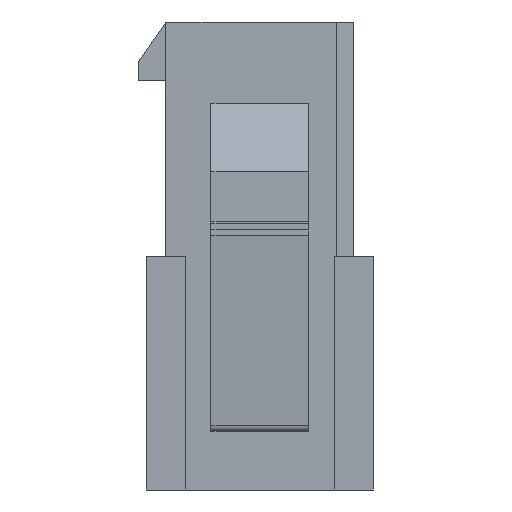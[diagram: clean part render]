
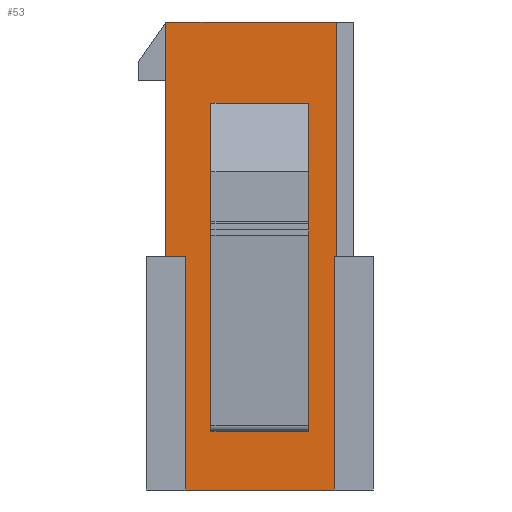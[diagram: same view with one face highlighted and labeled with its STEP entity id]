
A CAD part, left-side view. The second image highlights one B-rep face of the part: STEP entity #53.
In plain terms, the highlighted planar face has unit normal (-1, 0, 0).
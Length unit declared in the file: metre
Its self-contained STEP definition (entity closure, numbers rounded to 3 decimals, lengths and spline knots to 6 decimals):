
#53 = ADVANCED_FACE( '', ( #369, #370 ), #371, .T. );
#369 = FACE_OUTER_BOUND( '', #987, .T. );
#370 = FACE_BOUND( '', #988, .T. );
#371 = PLANE( '', #989 );
#987 = EDGE_LOOP( '', ( #1731, #1732, #1733, #1734, #1735, #1736, #1737, #1738 ) );
#988 = EDGE_LOOP( '', ( #1739, #1740, #1741, #1742 ) );
#989 = AXIS2_PLACEMENT_3D( '', #1743, #1744, #1745 );
#1731 = ORIENTED_EDGE( '', *, *, #3995, .T. );
#1732 = ORIENTED_EDGE( '', *, *, #4110, .T. );
#1733 = ORIENTED_EDGE( '', *, *, #4111, .T. );
#1734 = ORIENTED_EDGE( '', *, *, #4112, .T. );
#1735 = ORIENTED_EDGE( '', *, *, #4113, .F. );
#1736 = ORIENTED_EDGE( '', *, *, #4114, .F. );
#1737 = ORIENTED_EDGE( '', *, *, #4115, .T. );
#1738 = ORIENTED_EDGE( '', *, *, #4116, .F. );
#1739 = ORIENTED_EDGE( '', *, *, #4117, .T. );
#1740 = ORIENTED_EDGE( '', *, *, #4118, .T. );
#1741 = ORIENTED_EDGE( '', *, *, #4119, .F. );
#1742 = ORIENTED_EDGE( '', *, *, #4120, .F. );
#1743 = CARTESIAN_POINT( '', ( -0.0216, 0.001, 0. ) );
#1744 = DIRECTION( '', ( -1., 0., 0. ) );
#1745 = DIRECTION( '', ( 0., 0., 1. ) );
#3995 = EDGE_CURVE( '', #4784, #4782, #4785, .T. );
#4110 = EDGE_CURVE( '', #4782, #5012, #5013, .T. );
#4111 = EDGE_CURVE( '', #5012, #5014, #5015, .T. );
#4112 = EDGE_CURVE( '', #5014, #5016, #5017, .T. );
#4113 = EDGE_CURVE( '', #5018, #5016, #5019, .T. );
#4114 = EDGE_CURVE( '', #5020, #5018, #5021, .T. );
#4115 = EDGE_CURVE( '', #5020, #5022, #5023, .T. );
#4116 = EDGE_CURVE( '', #4784, #5022, #5024, .T. );
#4117 = EDGE_CURVE( '', #5025, #5026, #5027, .T. );
#4118 = EDGE_CURVE( '', #5026, #5028, #5029, .T. );
#4119 = EDGE_CURVE( '', #5030, #5028, #5031, .T. );
#4120 = EDGE_CURVE( '', #5025, #5030, #5032, .T. );
#4782 = VERTEX_POINT( '', #6057 );
#4784 = VERTEX_POINT( '', #6060 );
#4785 = LINE( '', #6061, #6062 );
#5012 = VERTEX_POINT( '', #6403 );
#5013 = LINE( '', #6404, #6405 );
#5014 = VERTEX_POINT( '', #6406 );
#5015 = LINE( '', #6407, #6408 );
#5016 = VERTEX_POINT( '', #6409 );
#5017 = LINE( '', #6410, #6411 );
#5018 = VERTEX_POINT( '', #6412 );
#5019 = LINE( '', #6413, #6414 );
#5020 = VERTEX_POINT( '', #6415 );
#5021 = LINE( '', #6416, #6417 );
#5022 = VERTEX_POINT( '', #6418 );
#5023 = LINE( '', #6419, #6420 );
#5024 = LINE( '', #6421, #6422 );
#5025 = VERTEX_POINT( '', #6423 );
#5026 = VERTEX_POINT( '', #6424 );
#5027 = LINE( '', #6425, #6426 );
#5028 = VERTEX_POINT( '', #6427 );
#5029 = LINE( '', #6428, #6429 );
#5030 = VERTEX_POINT( '', #6430 );
#5031 = LINE( '', #6431, #6432 );
#5032 = LINE( '', #6433, #6434 );
#6057 = CARTESIAN_POINT( '', ( -0.0216, 0.0106, 0. ) );
#6060 = CARTESIAN_POINT( '', ( -0.0216, 0.0019, 0. ) );
#6061 = CARTESIAN_POINT( '', ( -0.0216, 0.0019, 0. ) );
#6062 = VECTOR( '', #8027, 1. );
#6403 = CARTESIAN_POINT( '', ( -0.0216, 0.0106, -0.012 ) );
#6404 = CARTESIAN_POINT( '', ( -0.0216, 0.0106, 0. ) );
#6405 = VECTOR( '', #8142, 1. );
#6406 = CARTESIAN_POINT( '', ( -0.0216, 0.0096, -0.012 ) );
#6407 = CARTESIAN_POINT( '', ( -0.0216, 0.0106, -0.012 ) );
#6408 = VECTOR( '', #8143, 1. );
#6409 = CARTESIAN_POINT( '', ( -0.0216, 0.0096, -0.0239 ) );
#6410 = CARTESIAN_POINT( '', ( -0.0216, 0.0096, -0.012 ) );
#6411 = VECTOR( '', #8144, 1. );
#6412 = CARTESIAN_POINT( '', ( -0.0216, 0.002, -0.0239 ) );
#6413 = CARTESIAN_POINT( '', ( -0.0216, 0.002, -0.0239 ) );
#6414 = VECTOR( '', #8145, 1. );
#6415 = CARTESIAN_POINT( '', ( -0.0216, 0.002, -0.012 ) );
#6416 = CARTESIAN_POINT( '', ( -0.0216, 0.002, -0.012 ) );
#6417 = VECTOR( '', #8146, 1. );
#6418 = CARTESIAN_POINT( '', ( -0.0216, 0.0019, -0.012 ) );
#6419 = CARTESIAN_POINT( '', ( -0.0216, 0.002, -0.012 ) );
#6420 = VECTOR( '', #8147, 1. );
#6421 = CARTESIAN_POINT( '', ( -0.0216, 0.0019, 0. ) );
#6422 = VECTOR( '', #8148, 1. );
#6423 = CARTESIAN_POINT( '', ( -0.0216, 0.0033, -0.0209 ) );
#6424 = CARTESIAN_POINT( '', ( -0.0216, 0.0083, -0.0209 ) );
#6425 = CARTESIAN_POINT( '', ( -0.0216, 0.0033, -0.0209 ) );
#6426 = VECTOR( '', #8149, 1. );
#6427 = CARTESIAN_POINT( '', ( -0.0216, 0.0083, -0.0194 ) );
#6428 = CARTESIAN_POINT( '', ( -0.0216, 0.0083, -0.0209 ) );
#6429 = VECTOR( '', #8150, 1. );
#6430 = CARTESIAN_POINT( '', ( -0.0216, 0.0033, -0.0194 ) );
#6431 = CARTESIAN_POINT( '', ( -0.0216, 0.0033, -0.0194 ) );
#6432 = VECTOR( '', #8151, 1. );
#6433 = CARTESIAN_POINT( '', ( -0.0216, 0.0033, -0.0209 ) );
#6434 = VECTOR( '', #8152, 1. );
#8027 = DIRECTION( '', ( 0., 1., 0. ) );
#8142 = DIRECTION( '', ( 0., 0., -1. ) );
#8143 = DIRECTION( '', ( 0., -1., 0. ) );
#8144 = DIRECTION( '', ( 0., 0., -1. ) );
#8145 = DIRECTION( '', ( 0., 1., 0. ) );
#8146 = DIRECTION( '', ( 0., 0., -1. ) );
#8147 = DIRECTION( '', ( 0., -1., 0. ) );
#8148 = DIRECTION( '', ( 0., 0., -1. ) );
#8149 = DIRECTION( '', ( 0., 1., 0. ) );
#8150 = DIRECTION( '', ( 0., 0., 1. ) );
#8151 = DIRECTION( '', ( 0., 1., 0. ) );
#8152 = DIRECTION( '', ( 0., 0., 1. ) );
